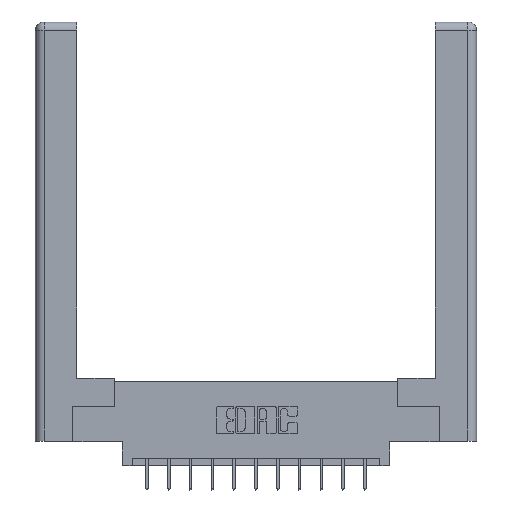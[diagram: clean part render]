
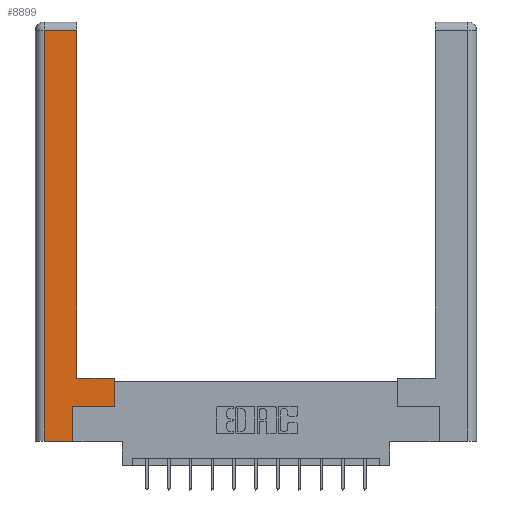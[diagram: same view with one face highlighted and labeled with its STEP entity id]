
A CAD part, top view. The second image highlights one B-rep face of the part: STEP entity #8899.
In plain terms, the highlighted planar face has unit normal (0, 0, 1).
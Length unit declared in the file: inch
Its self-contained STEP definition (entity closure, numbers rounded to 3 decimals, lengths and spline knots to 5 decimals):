
#493 = DIRECTION ( 'NONE',  ( 0., 1., 0. ) ) ;
#573 = ORIENTED_EDGE ( 'NONE', *, *, #1519, .T. ) ;
#618 = PLANE ( 'NONE',  #14042 ) ;
#754 = CARTESIAN_POINT ( 'NONE',  ( 0.0615, 2.94, 0. ) ) ;
#1252 = ORIENTED_EDGE ( 'NONE', *, *, #4280, .T. ) ;
#1319 = VERTEX_POINT ( 'NONE', #7678 ) ;
#1375 = VERTEX_POINT ( 'NONE', #10032 ) ;
#1486 = VECTOR ( 'NONE', #493, 39.37008 ) ;
#1519 = EDGE_CURVE ( 'NONE', #5530, #10124, #9161, .T. ) ;
#1667 = LINE ( 'NONE', #12328, #1486 ) ;
#1852 = LINE ( 'NONE', #15122, #9637 ) ;
#2033 = EDGE_CURVE ( 'NONE', #1375, #7522, #6321, .T. ) ;
#2418 = CARTESIAN_POINT ( 'NONE',  ( 0.295, 2.94, 0. ) ) ;
#2498 = ORIENTED_EDGE ( 'NONE', *, *, #4474, .T. ) ;
#2590 = ORIENTED_EDGE ( 'NONE', *, *, #2033, .T. ) ;
#2948 = CARTESIAN_POINT ( 'NONE',  ( 0.0615, 2.94, 0. ) ) ;
#4075 = CARTESIAN_POINT ( 'NONE',  ( 0.0615, 0., 0. ) ) ;
#4194 = LINE ( 'NONE', #12762, #9057 ) ;
#4220 = FACE_OUTER_BOUND ( 'NONE', #15179, .T. ) ;
#4280 = EDGE_CURVE ( 'NONE', #7522, #8220, #1852, .T. ) ;
#4427 = EDGE_CURVE ( 'NONE', #9424, #15326, #1667, .T. ) ;
#4474 = EDGE_CURVE ( 'NONE', #8220, #5530, #12850, .T. ) ;
#4672 = CARTESIAN_POINT ( 'NONE',  ( 0.295, 0.45, 0. ) ) ;
#5079 = VECTOR ( 'NONE', #14886, 39.37008 ) ;
#5133 = VECTOR ( 'NONE', #5264, 39.37008 ) ;
#5264 = DIRECTION ( 'NONE',  ( 0., 1., 0. ) ) ;
#5302 = CARTESIAN_POINT ( 'NONE',  ( 0.265, 0., 0. ) ) ;
#5373 = DIRECTION ( 'NONE',  ( 0., 0., -1. ) ) ;
#5527 = EDGE_CURVE ( 'NONE', #15326, #1319, #4194, .T. ) ;
#5530 = VERTEX_POINT ( 'NONE', #754 ) ;
#6321 = LINE ( 'NONE', #4672, #6898 ) ;
#6735 = DIRECTION ( 'NONE',  ( -1., 0., 0. ) ) ;
#6781 = DIRECTION ( 'NONE',  ( 1., 0., 0. ) ) ;
#6898 = VECTOR ( 'NONE', #13045, 39.37008 ) ;
#7522 = VERTEX_POINT ( 'NONE', #15257 ) ;
#7678 = CARTESIAN_POINT ( 'NONE',  ( 0.565, 0.245, 0. ) ) ;
#8117 = CARTESIAN_POINT ( 'NONE',  ( 0.265, 0.245, 0. ) ) ;
#8220 = VERTEX_POINT ( 'NONE', #2418 ) ;
#8689 = CARTESIAN_POINT ( 'NONE',  ( 0.0615, 0., 0. ) ) ;
#8725 = CARTESIAN_POINT ( 'NONE',  ( 0.265, 0., 0. ) ) ;
#8798 = ORIENTED_EDGE ( 'NONE', *, *, #14509, .T. ) ;
#8899 = ADVANCED_FACE ( 'NONE', ( #4220 ), #618, .F. ) ;
#9057 = VECTOR ( 'NONE', #6781, 39.37008 ) ;
#9161 = LINE ( 'NONE', #8689, #14976 ) ;
#9424 = VERTEX_POINT ( 'NONE', #8725 ) ;
#9637 = VECTOR ( 'NONE', #13860, 39.37008 ) ;
#10032 = CARTESIAN_POINT ( 'NONE',  ( 0.565, 0.45, 0. ) ) ;
#10124 = VERTEX_POINT ( 'NONE', #4075 ) ;
#10304 = EDGE_CURVE ( 'NONE', #10124, #9424, #10699, .T. ) ;
#10699 = LINE ( 'NONE', #5302, #5079 ) ;
#11119 = CARTESIAN_POINT ( 'NONE',  ( 0.565, 0.45, 0. ) ) ;
#11285 = ORIENTED_EDGE ( 'NONE', *, *, #10304, .T. ) ;
#11323 = LINE ( 'NONE', #11119, #5133 ) ;
#12230 = ORIENTED_EDGE ( 'NONE', *, *, #4427, .T. ) ;
#12328 = CARTESIAN_POINT ( 'NONE',  ( 0.265, 0.245, 0. ) ) ;
#12452 = CARTESIAN_POINT ( 'NONE',  ( 0., 0., 0. ) ) ;
#12762 = CARTESIAN_POINT ( 'NONE',  ( 0.565, 0.245, 0. ) ) ;
#12850 = LINE ( 'NONE', #2948, #14903 ) ;
#13045 = DIRECTION ( 'NONE',  ( -1., 0., 0. ) ) ;
#13654 = ORIENTED_EDGE ( 'NONE', *, *, #5527, .T. ) ;
#13756 = DIRECTION ( 'NONE',  ( -1., 0., 0. ) ) ;
#13860 = DIRECTION ( 'NONE',  ( 0., 1., 0. ) ) ;
#14042 = AXIS2_PLACEMENT_3D ( 'NONE', #12452, #5373, #13756 ) ;
#14509 = EDGE_CURVE ( 'NONE', #1319, #1375, #11323, .T. ) ;
#14861 = DIRECTION ( 'NONE',  ( 0., -1., 0. ) ) ;
#14886 = DIRECTION ( 'NONE',  ( 1., 0., 0. ) ) ;
#14903 = VECTOR ( 'NONE', #6735, 39.37008 ) ;
#14976 = VECTOR ( 'NONE', #14861, 39.37008 ) ;
#15122 = CARTESIAN_POINT ( 'NONE',  ( 0.295, 3., 0. ) ) ;
#15179 = EDGE_LOOP ( 'NONE', ( #1252, #2498, #573, #11285, #12230, #13654, #8798, #2590 ) ) ;
#15257 = CARTESIAN_POINT ( 'NONE',  ( 0.295, 0.45, 0. ) ) ;
#15326 = VERTEX_POINT ( 'NONE', #8117 ) ;
